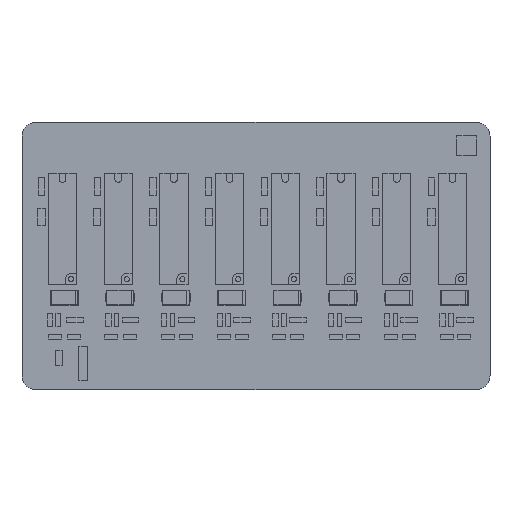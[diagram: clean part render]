
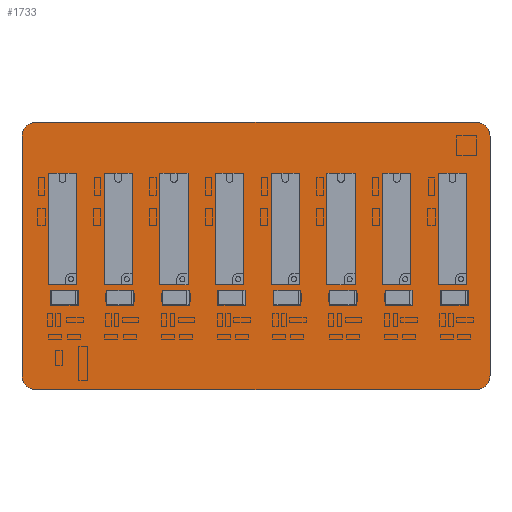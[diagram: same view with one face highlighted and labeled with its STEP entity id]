
A CAD part, top view. The second image highlights one B-rep face of the part: STEP entity #1733.
In plain terms, the highlighted planar face has unit normal (0, 0, 1).
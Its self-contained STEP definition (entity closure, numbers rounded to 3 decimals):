
#1733=ADVANCED_FACE('',(#2797),#2798,.T.);
#2797=FACE_OUTER_BOUND('',#3578,.T.);
#2798=PLANE('',#3579);
#3578=EDGE_LOOP('',(#4594,#4595,#4596,#4597,#4598,#4599,#4600,#4601));
#3579=AXIS2_PLACEMENT_3D('',#4602,#4603,#4604);
#4594=ORIENTED_EDGE('',*,*,#5456,.T.);
#4595=ORIENTED_EDGE('',*,*,#5457,.T.);
#4596=ORIENTED_EDGE('',*,*,#5458,.T.);
#4597=ORIENTED_EDGE('',*,*,#5459,.T.);
#4598=ORIENTED_EDGE('',*,*,#5460,.T.);
#4599=ORIENTED_EDGE('',*,*,#5461,.T.);
#4600=ORIENTED_EDGE('',*,*,#5462,.T.);
#4601=ORIENTED_EDGE('',*,*,#5463,.T.);
#4602=CARTESIAN_POINT('',(42.0,24.0,1.569));
#4603=DIRECTION('',(0.0,0.0,1.0));
#4604=DIRECTION('',(1.0,0.0,0.0));
#5456=EDGE_CURVE('',#6113,#6114,#6115,.T.);
#5457=EDGE_CURVE('',#6114,#6116,#6117,.T.);
#5458=EDGE_CURVE('',#6116,#6118,#6119,.T.);
#5459=EDGE_CURVE('',#6118,#6120,#6121,.T.);
#5460=EDGE_CURVE('',#6120,#6122,#6123,.T.);
#5461=EDGE_CURVE('',#6122,#6124,#6125,.T.);
#5462=EDGE_CURVE('',#6124,#6126,#6127,.T.);
#5463=EDGE_CURVE('',#6126,#6113,#6128,.T.);
#6113=VERTEX_POINT('',#7051);
#6114=VERTEX_POINT('',#7052);
#6115=LINE('',#7053,#7054);
#6116=VERTEX_POINT('',#7055);
#6117=CIRCLE('',#7056,2.5);
#6118=VERTEX_POINT('',#7057);
#6119=LINE('',#7058,#7059);
#6120=VERTEX_POINT('',#7060);
#6121=CIRCLE('',#7061,2.5);
#6122=VERTEX_POINT('',#7062);
#6123=LINE('',#7063,#7064);
#6124=VERTEX_POINT('',#7065);
#6125=CIRCLE('',#7066,2.5);
#6126=VERTEX_POINT('',#7067);
#6127=LINE('',#7068,#7069);
#6128=CIRCLE('',#7070,2.5);
#7051=CARTESIAN_POINT('',(0.0,45.5,1.569));
#7052=CARTESIAN_POINT('',(0.0,2.5,1.569));
#7053=CARTESIAN_POINT('',(0.0,24.0,1.569));
#7054=VECTOR('',#7733,1.0);
#7055=CARTESIAN_POINT('',(2.5,0.0,1.569));
#7056=AXIS2_PLACEMENT_3D('',#7734,#7735,#7736);
#7057=CARTESIAN_POINT('',(81.5,0.0,1.569));
#7058=CARTESIAN_POINT('',(42.0,0.0,1.569));
#7059=VECTOR('',#7737,1.0);
#7060=CARTESIAN_POINT('',(84.0,2.5,1.569));
#7061=AXIS2_PLACEMENT_3D('',#7738,#7739,#7740);
#7062=CARTESIAN_POINT('',(84.0,45.5,1.569));
#7063=CARTESIAN_POINT('',(84.0,24.0,1.569));
#7064=VECTOR('',#7741,1.0);
#7065=CARTESIAN_POINT('',(81.5,48.0,1.569));
#7066=AXIS2_PLACEMENT_3D('',#7742,#7743,#7744);
#7067=CARTESIAN_POINT('',(2.5,48.0,1.569));
#7068=CARTESIAN_POINT('',(42.0,48.0,1.569));
#7069=VECTOR('',#7745,1.0);
#7070=AXIS2_PLACEMENT_3D('',#7746,#7747,#7748);
#7733=DIRECTION('',(0.0,-1.0,0.0));
#7734=CARTESIAN_POINT('',(2.5,2.5,1.569));
#7735=DIRECTION('',(0.0,0.0,1.0));
#7736=DIRECTION('',(-1.0,0.0,0.0));
#7737=DIRECTION('',(1.0,0.0,0.0));
#7738=CARTESIAN_POINT('',(81.5,2.5,1.569));
#7739=DIRECTION('',(0.0,0.0,1.0));
#7740=DIRECTION('',(0.0,-1.0,0.0));
#7741=DIRECTION('',(0.0,1.0,0.0));
#7742=CARTESIAN_POINT('',(81.5,45.5,1.569));
#7743=DIRECTION('',(0.0,0.0,1.0));
#7744=DIRECTION('',(1.0,0.0,0.0));
#7745=DIRECTION('',(-1.0,0.0,0.0));
#7746=CARTESIAN_POINT('',(2.5,45.5,1.569));
#7747=DIRECTION('',(0.0,-0.0,1.0));
#7748=DIRECTION('',(0.0,1.0,0.0));
